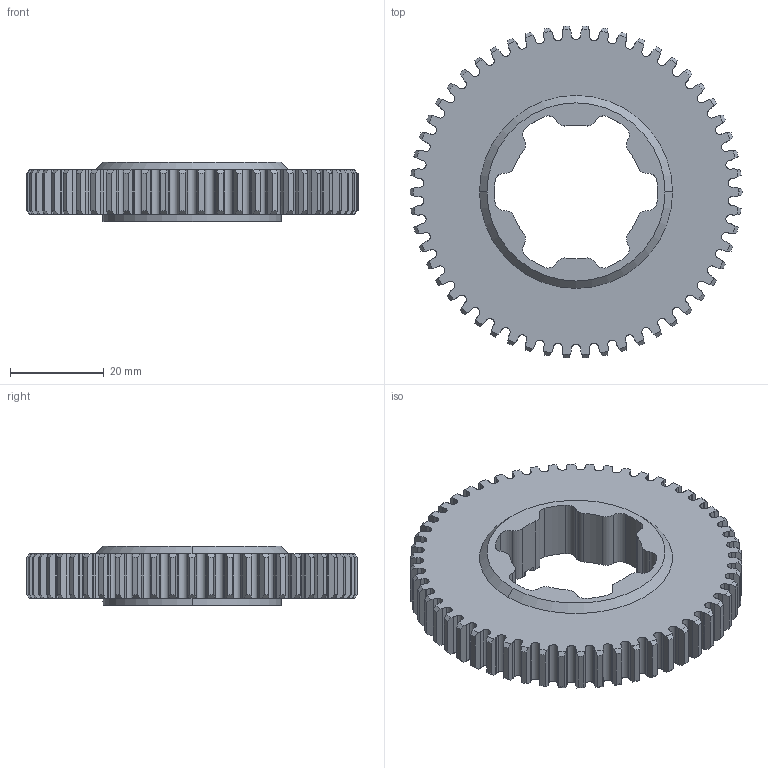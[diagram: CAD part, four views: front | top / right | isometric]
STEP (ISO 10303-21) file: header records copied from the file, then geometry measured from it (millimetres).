
FILE_DESCRIPTION (( 'STEP AP203' ), '1' );
FILE_NAME ('REV-21-3021.STEP', '2022-04-11T19:46:55', ( '' ), ( '' ), 'SwSTEP 2.0', 'SolidWorks 2022', '' );
FILE_SCHEMA (( 'CONFIG_CONTROL_DESIGN' ));
Length unit declared in the file: inch
Products named in the file (1): REV-21-3021
Bounding box: 71.02 x 70.96 x 12.7 mm (x, y, z)
Volume: 16082.9 mm3; surface area: 13322.8 mm2
Topology: 1 solids, 1 shells, 629 faces, 1867 edges, 1242 vertices
Faces by surface type: bspline 216, cylinder 178, plane 116, cone 115, torus 4
Entity records: 27646 total; most frequent: CARTESIAN_POINT 12170, ORIENTED_EDGE 3734, DIRECTION 2529, EDGE_CURVE 1867, VERTEX_POINT 1242, AXIS2_PLACEMENT_3D 899, VECTOR 731, LINE 731
